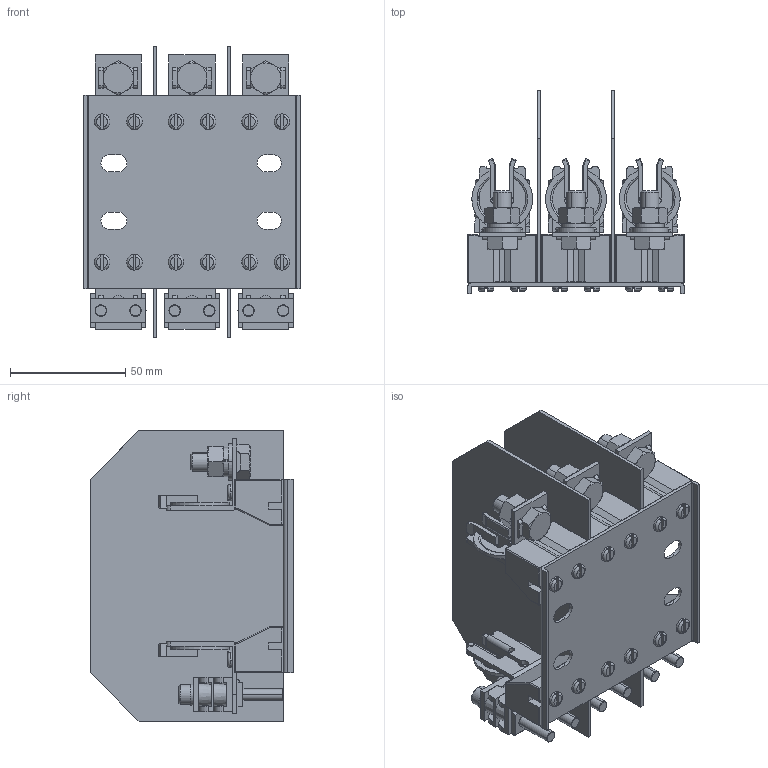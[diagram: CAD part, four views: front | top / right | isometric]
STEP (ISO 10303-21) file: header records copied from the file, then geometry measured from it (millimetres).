
FILE_DESCRIPTION((''),'2;1');
FILE_NAME('004132100_PK_00_M8_M8_3P_S_ASM','2023-10-23T07:24:44',('klemen.sitar'),('Audax d.o.o.'),'CREO PARAMETRIC BY PTC INC, 2021304','CREO PARAMETRIC BY PTC INC, 2021304','');
FILE_SCHEMA(('AP242_MANAGED_MODEL_BASED_3D_ENGINEERING_MIM_LF { 1 0 10303 442 1 1 4 }'));
Products named in the file (33): PRT0002; 0000030997_1_1_1_1_2_1_1_2_3_4; 0000046517_1_1_1_1_1_2_3_4; 0000031008_AF0_1_1_2_3_4_1_1__4; 0000031008_AF1_1_1_1_1_2_1_1__4; 0000031022_1_1_1_1_2_1_1_2_3_4; 0000031029_1_1_2_3_1_1_1_1_2_3; 0000031031_1_1_2_3_1_1_1_1_2_3; 0000031032_1_1_2_3_1_1_1_1_2_3; 0000031030_1_1_2_3_1_1_1_1_2_3; M8_ASM_1_ASM_1_1_2_3_ASM; 0000046567_1_1_2_3_1_1_1_1; 0000046566_1_1_2_3_1_1_1_1; 0000046594_1_1_1_1_1_1; 0000046581_1_1_2_3_1_1_1_1; 0000046592_1_1_1_1_1_1; 2PT00_ASM_1_ASM_1_ASM; 004129010_ZP_PT_00-1_ASM_1_AS_4; ASM0002_ASM_1_1_ASM_1_ASM_1_1_4; 004129020_PZP_PT_00-1_ASM_1_A_4; PLASTIK_FANTASTIK_ASM_1_ASM_1_4_ASM; 004123000_PK00_M8-M8_1P_S_-50_4_ASM; P_ART_ASM_1_1_2_3_4_ASM; PRT0006_1_1_2_3_4; PRT0004_1_1_2_1_1_1_2_3_4; PRT0004_1_1_2_2_1_1_2_3_4; PRT0004_1_1_2_3_1_1_2_3_4; PRT0004_1_1_2_ASM_1_1_2_3_4_ASM; ASM0002_ASM_1_1_2_ASM_1_1_2_3_4_ASM; ASM0003_ASM_1_1_2_3_4_ASM; 004123000_PK00_M8-M8_1P_S-20445_ASM; 004132104_PK_00_M8_2P00_3P_S_ASM; 004132100_PK_00_M8_M8_3P_S_ASM
Assembly tree (47 placements, depth 7):
  004132100_PK_00_M8_M8_3P_S_ASM
    PRT0002  x2
    004132104_PK_00_M8_2P00_3P_S_ASM
      004123000_PK00_M8-M8_1P_S-20445_ASM
        P_ART_ASM_1_1_2_3_4_ASM  x3
          004123000_PK00_M8-M8_1P_S_-50_4_ASM
            0000030997_1_1_1_1_2_1_1_2_3_4  x2
            0000046517_1_1_1_1_1_2_3_4  x2
            0000031008_AF0_1_1_2_3_4_1_1__4
            0000031008_AF1_1_1_1_1_2_1_1__4
            0000031022_1_1_1_1_2_1_1_2_3_4  x8
            M8_ASM_1_ASM_1_1_2_3_ASM
              0000031029_1_1_2_3_1_1_1_1_2_3
              0000031031_1_1_2_3_1_1_1_1_2_3
              0000031032_1_1_2_3_1_1_1_1_2_3
              0000031030_1_1_2_3_1_1_1_1_2_3
            2PT00_ASM_1_ASM_1_ASM
              0000046567_1_1_2_3_1_1_1_1  x2
              0000046566_1_1_2_3_1_1_1_1
              0000046594_1_1_1_1_1_1
              0000046581_1_1_2_3_1_1_1_1  x2
              0000046592_1_1_1_1_1_1  x2
            PLASTIK_FANTASTIK_ASM_1_ASM_1_4_ASM
              004129010_ZP_PT_00-1_ASM_1_AS_4
              ASM0002_ASM_1_1_ASM_1_ASM_1_1_4
              004129020_PZP_PT_00-1_ASM_1_A_4
        PRT0006_1_1_2_3_4
        ASM0003_ASM_1_1_2_3_4_ASM
          ASM0002_ASM_1_1_2_ASM_1_1_2_3_4_ASM
            PRT0004_1_1_2_ASM_1_1_2_3_4_ASM
              PRT0004_1_1_2_1_1_1_2_3_4
              PRT0004_1_1_2_2_1_1_2_3_4
              PRT0004_1_1_2_3_1_1_2_3_4
Bounding box: 94.01 x 88 x 126 mm (x, y, z)
Volume: 150481.3 mm3; surface area: 138292.1 mm2
Topology: 84 solids, 111 shells, 2419 faces, 6821 edges, 4573 vertices
Faces by surface type: plane 1265, cylinder 710, cone 180, torus 156, bspline 84, sphere 24
Entity records: 25983 total; most frequent: CARTESIAN_POINT 4518, DIRECTION 2913, ORIENTED_EDGE 2818, EDGE_CURVE 1417, AXIS2_PLACEMENT_3D 1029, VERTEX_POINT 965, VECTOR 855, LINE 855
